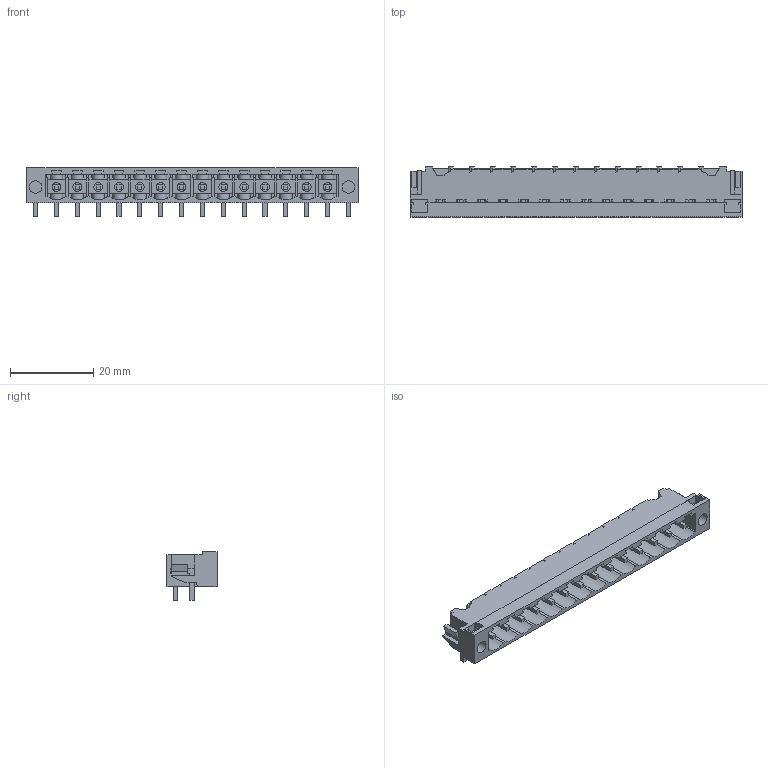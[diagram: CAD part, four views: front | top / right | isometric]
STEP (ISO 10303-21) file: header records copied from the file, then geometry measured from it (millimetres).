
FILE_DESCRIPTION(('CATIA V5 STEP Exchange','CAx-IF Rec.Pracs.--- Model Styling and Organization---1.2---2011-12-15'),'2;1');
FILE_NAME ('7601255_2_1840470000_1840470000.stp','2018-03-08T09:48:56+00:00',('none'),('Weidmueller'),'CATIA Version 5-6 Release 2014','CATIA V5 STEP AP214','none');
FILE_SCHEMA(('AUTOMOTIVE_DESIGN { 1 0 10303 214 1 1 1 1 }'));
Length unit declared in the file: millimetre
Products named in the file (1): 1840470000
Bounding box: 79.6 x 12 x 11.63 mm (x, y, z)
Volume: 2987.1 mm3; surface area: 6950 mm2
Topology: 17 solids, 17 shells, 1007 faces, 3127 edges, 2127 vertices
Faces by surface type: plane 833, cylinder 174
Entity records: 32487 total; most frequent: CARTESIAN_POINT 6470, ORIENTED_EDGE 6254, DIRECTION 4106, EDGE_CURVE 3127, VECTOR 2612, LINE 2612, VERTEX_POINT 2127, EDGE_LOOP 1040
